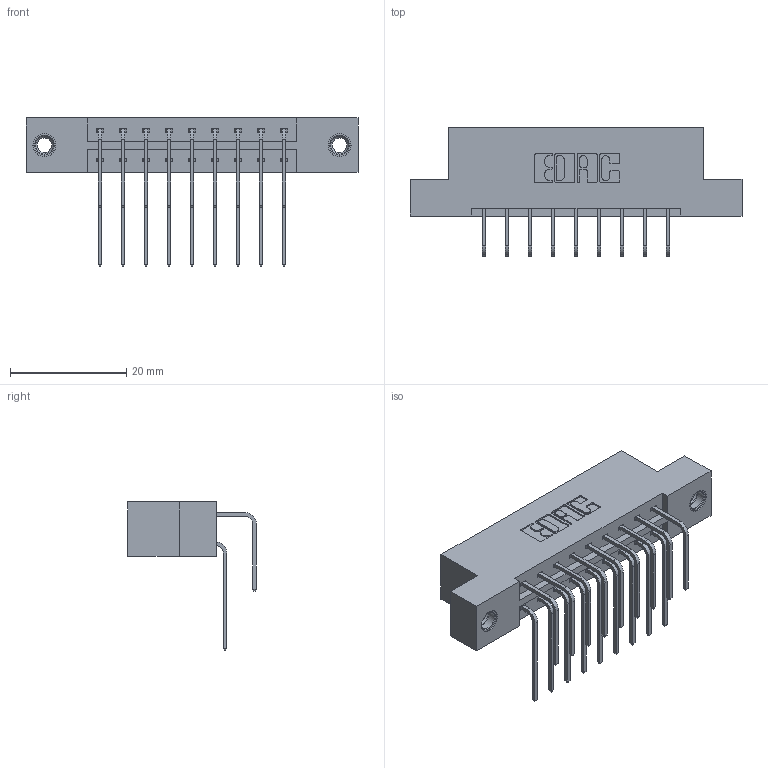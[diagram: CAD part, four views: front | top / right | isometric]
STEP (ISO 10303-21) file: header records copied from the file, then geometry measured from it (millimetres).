
FILE_DESCRIPTION (( 'STEP AP203' ), '1' );
FILE_NAME ('333-018-558-207.STEP', '2019-08-09T14:11:13', ( '' ), ( '' ), 'SwSTEP 2.0', 'SolidWorks 2016', '' );
FILE_SCHEMA (( 'CONFIG_CONTROL_DESIGN' ));
Length unit declared in the file: inch
Products named in the file (5): 345-250-001_345-250-005-103; 333 Part_Flush - .156 Dia - TI; 345-292-001_558 559 Tail - 1; 345-292-001_558 Tail - 2; 333-018-558-207
Assembly tree (21 placements, depth 2):
  333-018-558-207
    333 Part_Flush - .156 Dia - TI
    345-292-001_558 559 Tail - 1  x9
    345-292-001_558 Tail - 2  x9
    345-250-001_345-250-005-103  x2
Bounding box: 57.2 x 22.17 x 25.53 mm (x, y, z)
Volume: 5621.6 mm3; surface area: 6842.9 mm2
Topology: 21 solids, 21 shells, 1146 faces, 3345 edges, 2198 vertices
Faces by surface type: plane 786, cylinder 344, cone 12, torus 4
Entity records: 13028 total; most frequent: CARTESIAN_POINT 2232, ORIENTED_EDGE 2110, DIRECTION 1977, EDGE_CURVE 1055, VECTOR 867, LINE 867, VERTEX_POINT 696, AXIS2_PLACEMENT_3D 555
